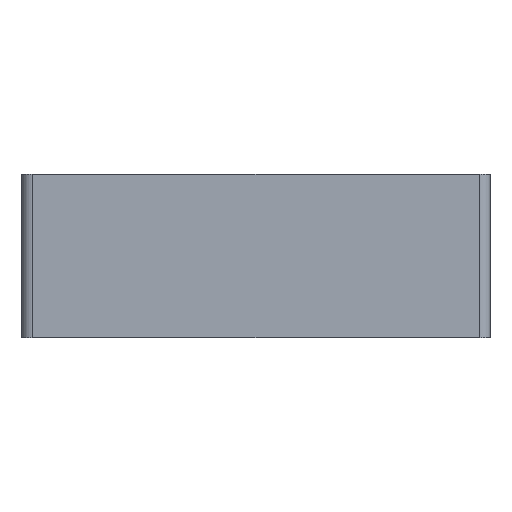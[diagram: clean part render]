
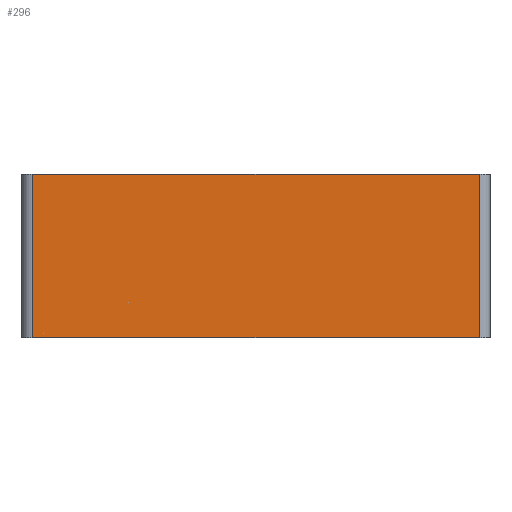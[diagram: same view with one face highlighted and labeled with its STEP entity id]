
A CAD part, front view. The second image highlights one B-rep face of the part: STEP entity #296.
In plain terms, the highlighted planar face has unit normal (0, -1, 0).
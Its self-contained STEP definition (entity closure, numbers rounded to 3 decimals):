
#296=ADVANCED_FACE('',(#873),#875,.T.);
#873=FACE_BOUND('',#874,.T.);
#874=EDGE_LOOP('',(#1377,#1378,#1379,#1380));
#875=PLANE('',#876);
#876=AXIS2_PLACEMENT_3D('',#877,#878,#879);
#877=CARTESIAN_POINT('',(22.25,-59.75,0.));
#878=DIRECTION('',(0.,-1.,0.));
#879=DIRECTION('',(-1.,0.,0.));
#1377=ORIENTED_EDGE('',*,*,#1693,.F.);
#1378=ORIENTED_EDGE('',*,*,#1694,.T.);
#1379=ORIENTED_EDGE('',*,*,#1581,.T.);
#1380=ORIENTED_EDGE('',*,*,#1692,.F.);
#1581=EDGE_CURVE('',#1807,#1805,#1808,.T.);
#1692=EDGE_CURVE('',#2005,#1805,#2007,.T.);
#1693=EDGE_CURVE('',#2008,#2005,#2009,.T.);
#1694=EDGE_CURVE('',#2008,#1807,#2010,.T.);
#1805=VERTEX_POINT('',#2211);
#1807=VERTEX_POINT('',#2216);
#1808=LINE('',#2217,#2218);
#2005=VERTEX_POINT('',#2645);
#2007=LINE('',#2650,#2651);
#2008=VERTEX_POINT('',#2653);
#2009=LINE('',#2654,#2655);
#2010=LINE('',#2657,#2658);
#2211=CARTESIAN_POINT('',(-21.25,-59.75,15.5));
#2216=CARTESIAN_POINT('',(21.25,-59.75,15.5));
#2217=CARTESIAN_POINT('',(21.25,-59.75,15.5));
#2218=VECTOR('',#2219,1.);
#2219=DIRECTION('',(-1.,0.,0.));
#2645=CARTESIAN_POINT('',(-21.25,-59.75,0.));
#2650=CARTESIAN_POINT('',(-21.25,-59.75,0.));
#2651=VECTOR('',#2652,1.);
#2652=DIRECTION('',(0.,0.,1.));
#2653=CARTESIAN_POINT('',(21.25,-59.75,0.));
#2654=CARTESIAN_POINT('',(21.25,-59.75,0.));
#2655=VECTOR('',#2656,1.);
#2656=DIRECTION('',(-1.,0.,0.));
#2657=CARTESIAN_POINT('',(21.25,-59.75,0.));
#2658=VECTOR('',#2659,1.);
#2659=DIRECTION('',(0.,0.,1.));
